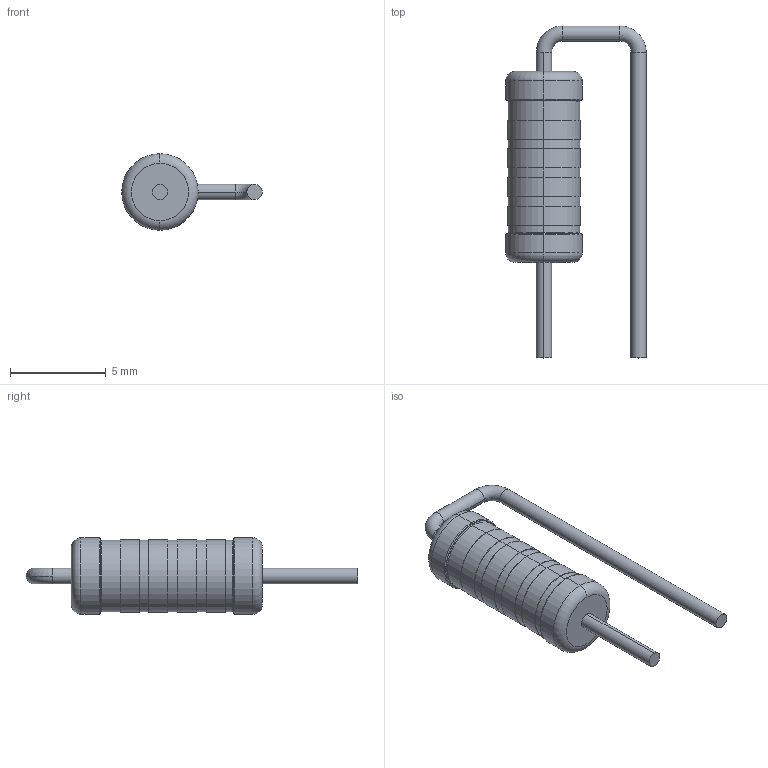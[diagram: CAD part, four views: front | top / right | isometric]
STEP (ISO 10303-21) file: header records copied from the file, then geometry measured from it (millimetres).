
FILE_DESCRIPTION (( 'STEP AP214' ), '1' );
FILE_NAME ('PMFLR - PR02 - 100r - 2w.STEP', '2021-04-19T14:20:04', ( '' ), ( '' ), 'SwSTEP 2.0', 'SolidWorks 2016', '' );
FILE_SCHEMA (( 'AUTOMOTIVE_DESIGN' ));
Length unit declared in the file: millimetre
Products named in the file (1): PMFLR - PR02  - 100r - 2w
Bounding box: 7.35 x 17.38 x 4 mm (x, y, z)
Volume: 129 mm3; surface area: 215.2 mm2
Topology: 1 solids, 1 shells, 60 faces, 120 edges, 74 vertices
Faces by surface type: cylinder 30, torus 16, plane 14
Entity records: 2130 total; most frequent: DIRECTION 332, CARTESIAN_POINT 255, ORIENTED_EDGE 240, AXIS2_PLACEMENT_3D 151, EDGE_CURVE 120, CIRCLE 90, VERTEX_POINT 74, EDGE_LOOP 72
